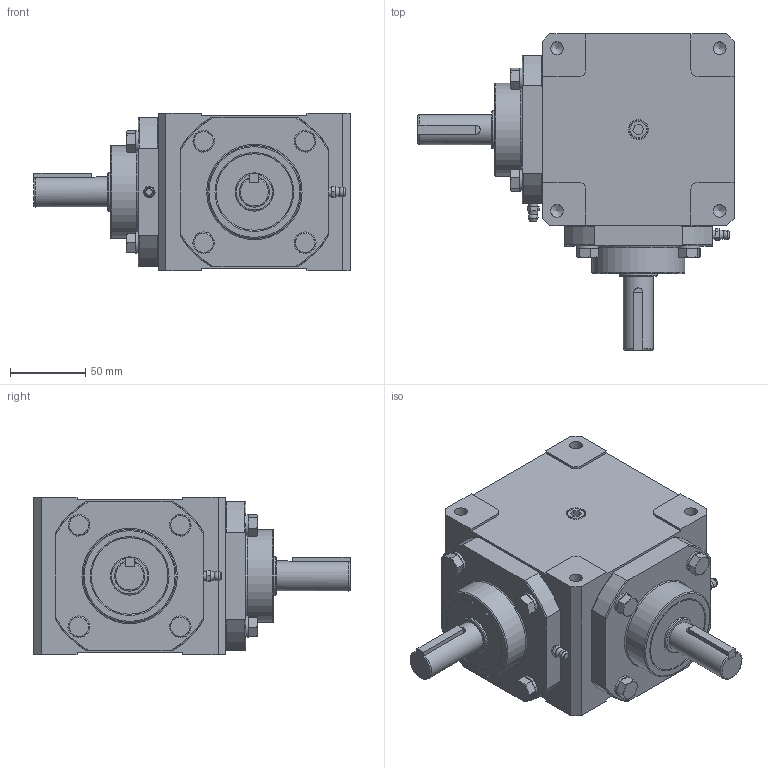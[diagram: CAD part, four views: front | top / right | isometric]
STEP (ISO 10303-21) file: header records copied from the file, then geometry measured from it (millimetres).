
FILE_DESCRIPTION((''),'2;1');
FILE_NAME('4303-0045 SPIRAL BEVEL 1-1 2-WAY METRIC 20MM.stp','2011-11-18T09:31:50',('WCB'),(''),'Autodesk Inventor 2012','Autodesk Inventor 2012','');
FILE_SCHEMA(('AUTOMOTIVE_DESIGN { 1 0 10303 214 1 1 1 1 }'));
Length unit declared in the file: inch
Products named in the file (21): 4303-0045 SPIRAL BEVEL 1-1 2-WAY METRIC 20MM; .250 DIA. PIPE PLUG; 4303-4051 HSG. 22T 2-WAY METRIC; 4303-9003 20MM DIA STUB SHAFT 22T SPIRAL BEVEL ASSY; 4303-4041 22T LH 1.0 BORE SPIRAL BEVEL GEAR; KEY .250 SQ X 1; 4303-4054 STUB SHAFT 20mm DIA 2 way; 4303-1017 WASHER, 1.350 DIA. .328 DIA. @ 82 DEG .125 THK; 4303-1012 TAPERED ROLLER BRG #L44643; 4303-4046 SHORT SHAFT BRG CAP HC150 INTERCHANGE; o-ring -234 4300-1123 70 DUR; 4004-1312 WASHER AN960-516L .562 X .328 X ; Hex Bolt - Inch 5/16-18 UNC - 1.25; R16 BEARING; PART12; PART13; 4303-1013 SHAFT SEAL TCM #10202TB 1.0 SHAFT X 2.0 BORE X .250 WIDE; Hexagon Socket Flat Countersunk Head Cap Screw - Inch 5/16-24 UNF x 0.75; Type B - Hexagon Socket Set Screw - Cup Point - Inch 1/4 - 28 - 1/4; DIN 71412 A AM 6 (coned short); KEY, 20MM SQ X 1
Assembly tree (30 placements, depth 4):
  4303-0045 SPIRAL BEVEL 1-1 2-WAY METRIC 20MM
    .250 DIA. PIPE PLUG  x3
    4303-4051 HSG. 22T 2-WAY METRIC
    4303-9003 20MM DIA STUB SHAFT 22T SPIRAL BEVEL ASSY  x2
      4303-4041 22T LH 1.0 BORE SPIRAL BEVEL GEAR
      KEY .250 SQ X 1
      4303-4054 STUB SHAFT 20mm DIA 2 way
      4303-1017 WASHER, 1.350 DIA. .328 DIA. @ 82 DEG .125 THK
      4303-1012 TAPERED ROLLER BRG #L44643
      4303-4046 SHORT SHAFT BRG CAP HC150 INTERCHANGE
      o-ring -234 4300-1123 70 DUR
      4004-1312 WASHER AN960-516L .562 X .328 X 
      Hex Bolt - Inch 5/16-18 UNC - 1.25
      R16 BEARING
        PART12
        PART13  x2
      4303-1013 SHAFT SEAL TCM #10202TB 1.0 SHAFT X 2.0 BORE X .250 WIDE
      Hexagon Socket Flat Countersunk Head Cap Screw - Inch 5/16-24 UNF x 0.75
      Type B - Hexagon Socket Set Screw - Cup Point - Inch 1/4 - 28 - 1/4
      DIN 71412 A AM 6 (coned short)
      KEY, 20MM SQ X 1
Bounding box: 209.73 x 209.73 x 104.78 mm (x, y, z)
Volume: 1468711.4 mm3; surface area: 318206.5 mm2
Topology: 52 solids, 52 shells, 773 faces, 1658 edges, 1018 vertices
Faces by surface type: plane 377, cylinder 169, cone 139, torus 86, sphere 2
Full cylindrical faces by diameter (mm): 2.388 x2, 3 x2, 4.978 x2, 5.359 x2, 6 x2, 6.35 x2, 6.401 x8, 6.782 x2, 7.938 x10, 8.23 x8, 8.331 x16, 8.382 x8, 11.113 x3, 12.7 x8, 14.275 x8, 15.24 x2, 19.99 x2, 25.4 x10, 30.963 x6, 31.242 x2, 32.817 x2, 34.29 x2, 34.925 x4, 39.167 x2, 44.45 x2, 45.237 x6, 50.292 x4, 50.8 x6, 61.722 x2, 72.771 x2
Entity records: 9176 total; most frequent: CARTESIAN_POINT 1842, DIRECTION 1488, ORIENTED_EDGE 1132, AXIS2_PLACEMENT_3D 622, EDGE_CURVE 566, EDGE_LOOP 511, VERTEX_POINT 423, FACE_OUTER_BOUND 326
